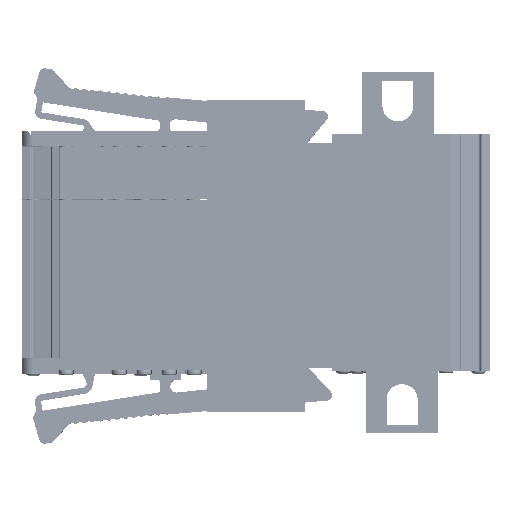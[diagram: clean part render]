
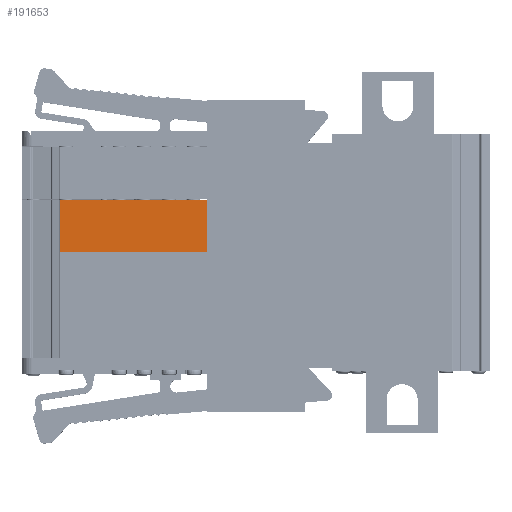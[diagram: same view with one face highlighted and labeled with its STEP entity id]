
A CAD part, top view. The second image highlights one B-rep face of the part: STEP entity #191653.
In plain terms, the highlighted planar face has unit normal (0, 0, 1).
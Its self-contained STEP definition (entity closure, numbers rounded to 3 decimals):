
#42275=ORIENTED_EDGE('',*,*,#51126,.T.);
#42276=ORIENTED_EDGE('',*,*,#64945,.T.);
#42277=ORIENTED_EDGE('',*,*,#51038,.F.);
#42278=ORIENTED_EDGE('',*,*,#66461,.T.);
#51038=EDGE_CURVE('',#70940,#70941,#83710,.T.);
#51126=EDGE_CURVE('',#71022,#71021,#83758,.T.);
#64945=EDGE_CURVE('',#71021,#70941,#93585,.T.);
#66461=EDGE_CURVE('',#70940,#71022,#94770,.T.);
#70940=VERTEX_POINT('',#244881);
#70941=VERTEX_POINT('',#244883);
#71021=VERTEX_POINT('',#245053);
#71022=VERTEX_POINT('',#245055);
#83710=LINE('',#244882,#97748);
#83758=LINE('',#245054,#97796);
#93585=LINE('',#303163,#107623);
#94770=LINE('',#307737,#108808);
#97748=VECTOR('',#205747,1000.);
#97796=VECTOR('',#205881,1000.);
#107623=VECTOR('',#228964,1000.);
#108808=VECTOR('',#231779,1000.);
#117521=EDGE_LOOP('',(#42275,#42276,#42277,#42278));
#126378=FACE_BOUND('',#117521,.T.);
#131954=PLANE('',#201273);
#191653=ADVANCED_FACE('',(#126378),#131954,.T.);
#201273=AXIS2_PLACEMENT_3D('',#307736,#231777,#231778);
#205747=DIRECTION('',(-1.,0.,0.));
#205881=DIRECTION('',(-1.,0.,0.));
#228964=DIRECTION('',(0.,-1.,0.));
#231777=DIRECTION('',(0.,0.,1.));
#231778=DIRECTION('',(1.,0.,0.));
#231779=DIRECTION('',(0.,1.,0.));
#244881=CARTESIAN_POINT('',(4.775,10.22,0.));
#244882=CARTESIAN_POINT('',(13.075,10.22,0.));
#244883=CARTESIAN_POINT('',(-9.39,10.22,0.));
#245053=CARTESIAN_POINT('',(-9.39,15.3,0.));
#245054=CARTESIAN_POINT('',(13.075,15.3,0.));
#245055=CARTESIAN_POINT('',(4.775,15.3,0.));
#303163=CARTESIAN_POINT('',(-9.39,15.3,0.));
#307736=CARTESIAN_POINT('',(13.075,15.3,0.));
#307737=CARTESIAN_POINT('',(4.775,15.3,0.));
